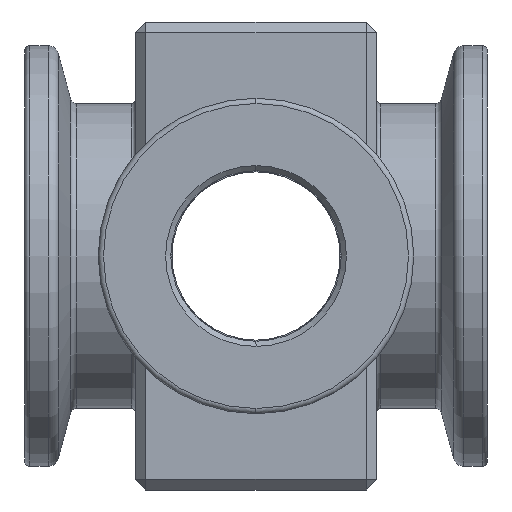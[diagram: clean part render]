
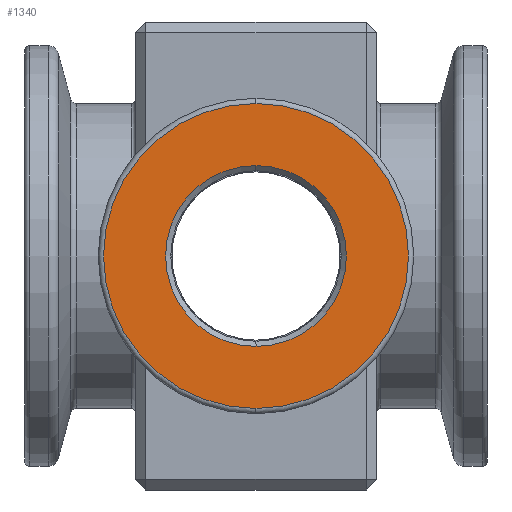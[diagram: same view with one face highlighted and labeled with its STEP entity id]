
A CAD part, left-side view. The second image highlights one B-rep face of the part: STEP entity #1340.
In plain terms, the highlighted planar face has unit normal (-1, 0, 0).
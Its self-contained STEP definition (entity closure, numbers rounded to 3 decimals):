
#5 = CARTESIAN_POINT ( 'NONE',  ( -40., 15., 0. ) ) ;
#10 = DIRECTION ( 'NONE',  ( 1., 0., 0. ) ) ;
#12 = ORIENTED_EDGE ( 'NONE', *, *, #552, .F. ) ;
#33 = DIRECTION ( 'NONE',  ( 0., 0., 1. ) ) ;
#43 = PLANE ( 'NONE',  #1205 ) ;
#46 = FACE_OUTER_BOUND ( 'NONE', #2691, .T. ) ;
#78 = FACE_BOUND ( 'NONE', #2445, .T. ) ;
#175 = CIRCLE ( 'NONE', #796, 14.5 ) ;
#325 = VERTEX_POINT ( 'NONE', #1866 ) ;
#331 = CARTESIAN_POINT ( 'NONE',  ( -40., 0., -14.5 ) ) ;
#360 = ORIENTED_EDGE ( 'NONE', *, *, #2264, .F. ) ;
#386 = DIRECTION ( 'NONE',  ( -1., 0., 0. ) ) ;
#503 = CARTESIAN_POINT ( 'NONE',  ( -40., 0., 8.6 ) ) ;
#552 = EDGE_CURVE ( 'NONE', #325, #1442, #1462, .T. ) ;
#702 = DIRECTION ( 'NONE',  ( 0., 0., 1. ) ) ;
#796 = AXIS2_PLACEMENT_3D ( 'NONE', #2651, #2676, #2672 ) ;
#821 = AXIS2_PLACEMENT_3D ( 'NONE', #2606, #2581, #2608 ) ;
#1085 = ORIENTED_EDGE ( 'NONE', *, *, #2985, .T. ) ;
#1205 = AXIS2_PLACEMENT_3D ( 'NONE', #5, #10, #33 ) ;
#1296 = VERTEX_POINT ( 'NONE', #331 ) ;
#1340 = ADVANCED_FACE ( 'NONE', ( #46, #78 ), #43, .F. ) ;
#1398 = CARTESIAN_POINT ( 'NONE',  ( -40., 0., 0. ) ) ;
#1442 = VERTEX_POINT ( 'NONE', #503 ) ;
#1462 = CIRCLE ( 'NONE', #2161, 8.6 ) ;
#1622 = CIRCLE ( 'NONE', #821, 14.5 ) ;
#1650 = CIRCLE ( 'NONE', #2984, 8.6 ) ;
#1866 = CARTESIAN_POINT ( 'NONE',  ( -40., 0., -8.6 ) ) ;
#2161 = AXIS2_PLACEMENT_3D ( 'NONE', #1398, #386, #702 ) ;
#2258 = CARTESIAN_POINT ( 'NONE',  ( -40., 0., 14.5 ) ) ;
#2264 = EDGE_CURVE ( 'NONE', #1442, #325, #1650, .T. ) ;
#2269 = EDGE_CURVE ( 'NONE', #2781, #1296, #1622, .T. ) ;
#2445 = EDGE_LOOP ( 'NONE', ( #360, #12 ) ) ;
#2485 = CARTESIAN_POINT ( 'NONE',  ( -40., 0., 0. ) ) ;
#2518 = DIRECTION ( 'NONE',  ( -1., 0., 0. ) ) ;
#2546 = DIRECTION ( 'NONE',  ( 0., 0., 1. ) ) ;
#2581 = DIRECTION ( 'NONE',  ( -1., 0., 0. ) ) ;
#2606 = CARTESIAN_POINT ( 'NONE',  ( -40., 0., 0. ) ) ;
#2608 = DIRECTION ( 'NONE',  ( 0., 0., -1. ) ) ;
#2651 = CARTESIAN_POINT ( 'NONE',  ( -40., 0., 0. ) ) ;
#2672 = DIRECTION ( 'NONE',  ( 0., 0., -1. ) ) ;
#2676 = DIRECTION ( 'NONE',  ( -1., 0., 0. ) ) ;
#2691 = EDGE_LOOP ( 'NONE', ( #1085, #2731 ) ) ;
#2731 = ORIENTED_EDGE ( 'NONE', *, *, #2269, .T. ) ;
#2781 = VERTEX_POINT ( 'NONE', #2258 ) ;
#2984 = AXIS2_PLACEMENT_3D ( 'NONE', #2485, #2518, #2546 ) ;
#2985 = EDGE_CURVE ( 'NONE', #1296, #2781, #175, .T. ) ;
